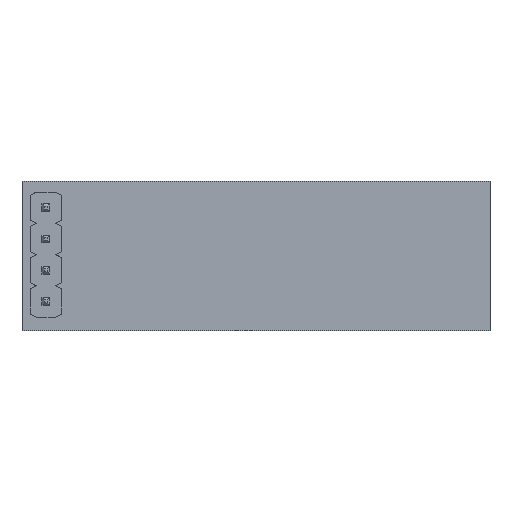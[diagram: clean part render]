
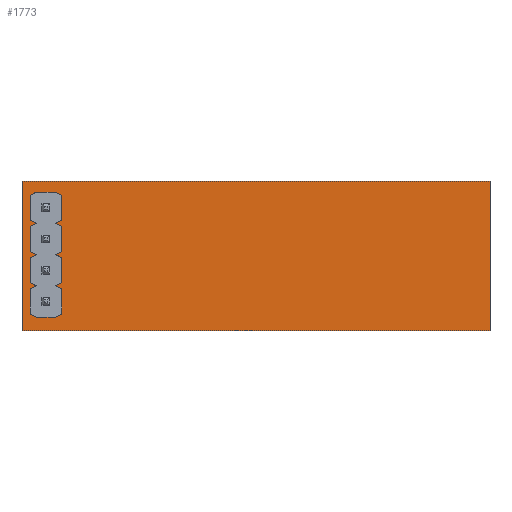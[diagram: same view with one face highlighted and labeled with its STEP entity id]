
A CAD part, front view. The second image highlights one B-rep face of the part: STEP entity #1773.
In plain terms, the highlighted planar face has unit normal (0, -1, 0).
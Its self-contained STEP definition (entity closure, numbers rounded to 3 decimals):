
#137=FACE_OUTER_BOUND('',#231,.T.);
#231=EDGE_LOOP('',(#1516,#1517,#1518,#1519));
#437=LINE('',#2742,#665);
#443=LINE('',#2755,#671);
#458=LINE('',#2781,#686);
#459=LINE('',#2784,#687);
#665=VECTOR('',#2269,10.);
#671=VECTOR('',#2277,10.);
#686=VECTOR('',#2304,10.);
#687=VECTOR('',#2309,10.);
#823=VERTEX_POINT('',#2739);
#824=VERTEX_POINT('',#2741);
#829=VERTEX_POINT('',#2752);
#830=VERTEX_POINT('',#2754);
#1041=EDGE_CURVE('',#824,#823,#437,.T.);
#1047=EDGE_CURVE('',#830,#829,#443,.T.);
#1062=EDGE_CURVE('',#829,#824,#458,.T.);
#1063=EDGE_CURVE('',#823,#830,#459,.T.);
#1516=ORIENTED_EDGE('',*,*,#1047,.T.);
#1517=ORIENTED_EDGE('',*,*,#1062,.T.);
#1518=ORIENTED_EDGE('',*,*,#1041,.T.);
#1519=ORIENTED_EDGE('',*,*,#1063,.T.);
#1605=PLANE('',#1894);
#1773=ADVANCED_FACE('',(#137),#1605,.F.);
#1894=AXIS2_PLACEMENT_3D('',#2786,#2312,#2313);
#2269=DIRECTION('',(1.,0.,0.));
#2277=DIRECTION('',(-1.,0.,0.));
#2304=DIRECTION('',(0.,0.,-1.));
#2309=DIRECTION('',(0.,0.,1.));
#2312=DIRECTION('center_axis',(0.,1.,0.));
#2313=DIRECTION('ref_axis',(1.,0.,0.));
#2739=CARTESIAN_POINT('',(38.03,0.,0.));
#2741=CARTESIAN_POINT('',(0.,0.,0.));
#2742=CARTESIAN_POINT('',(0.,0.,0.));
#2752=CARTESIAN_POINT('',(0.,0.,12.11));
#2754=CARTESIAN_POINT('',(38.03,0.,12.11));
#2755=CARTESIAN_POINT('',(38.03,0.,12.11));
#2781=CARTESIAN_POINT('',(0.,0.,12.11));
#2784=CARTESIAN_POINT('',(38.03,0.,0.));
#2786=CARTESIAN_POINT('Origin',(19.015,0.,6.055));
